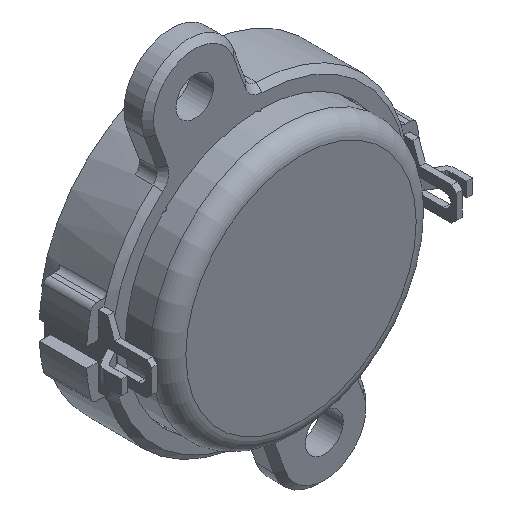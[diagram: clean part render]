
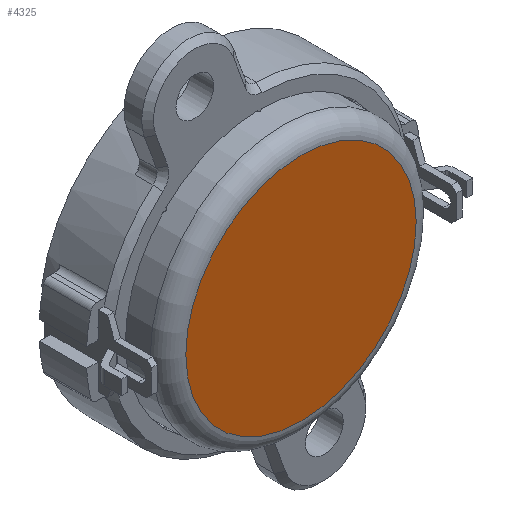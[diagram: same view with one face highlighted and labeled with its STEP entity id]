
A CAD part, isometric view. The second image highlights one B-rep face of the part: STEP entity #4325.
In plain terms, the highlighted planar face has unit normal (0, -1, 0).
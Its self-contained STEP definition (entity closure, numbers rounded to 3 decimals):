
#563 = DIRECTION ( 'NONE',  ( 0., 0., -1. ) ) ;
#950 = EDGE_CURVE ( 'NONE', #4766, #4766, #1498, .T. ) ;
#977 = CARTESIAN_POINT ( 'NONE',  ( 0., 0., -9.74 ) ) ;
#1059 = CARTESIAN_POINT ( 'NONE',  ( 0., 0., 0. ) ) ;
#1498 = CIRCLE ( 'NONE', #5299, 9.74 ) ;
#1550 = ORIENTED_EDGE ( 'NONE', *, *, #950, .T. ) ;
#2307 = AXIS2_PLACEMENT_3D ( 'NONE', #1059, #4820, #563 ) ;
#2707 = EDGE_LOOP ( 'NONE', ( #1550 ) ) ;
#2867 = DIRECTION ( 'NONE',  ( 0., -1., 0. ) ) ;
#3285 = CARTESIAN_POINT ( 'NONE',  ( 0., 0., 0. ) ) ;
#3609 = PLANE ( 'NONE',  #2307 ) ;
#4325 = ADVANCED_FACE ( 'NONE', ( #4879 ), #3609, .T. ) ;
#4766 = VERTEX_POINT ( 'NONE', #977 ) ;
#4820 = DIRECTION ( 'NONE',  ( 0., -1., 0. ) ) ;
#4855 = DIRECTION ( 'NONE',  ( 0., 0., -1. ) ) ;
#4879 = FACE_OUTER_BOUND ( 'NONE', #2707, .T. ) ;
#5299 = AXIS2_PLACEMENT_3D ( 'NONE', #3285, #2867, #4855 ) ;
